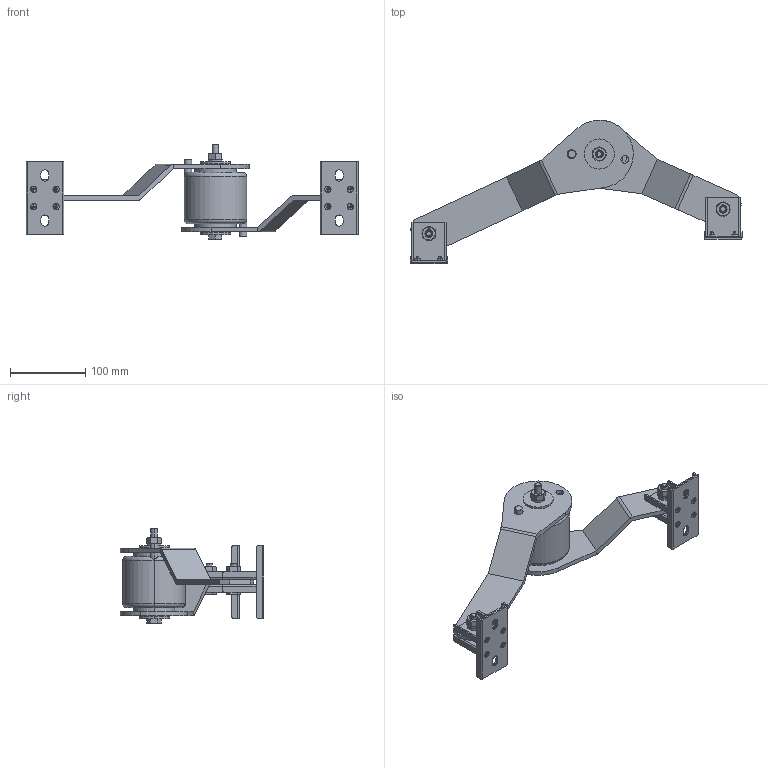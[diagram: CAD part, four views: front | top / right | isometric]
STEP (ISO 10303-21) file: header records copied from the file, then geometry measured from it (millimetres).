
FILE_DESCRIPTION (( 'STEP AP203' ), '1' );
FILE_NAME ('A-440.STEP', '2021-06-28T04:38:12', ( '' ), ( '' ), 'SwSTEP 2.0', 'SolidWorks 2018', '' );
FILE_SCHEMA (( 'CONFIG_CONTROL_DESIGN' ));
Length unit declared in the file: millimetre
Products named in the file (16): 12736-B011; spring lock washer_ver1.01_M10偽偹嵗嬥(SUS); cross-recessed flat head screw_ver1.03_M4x10十字穴付皿小ねじ(SUS); 12736-B012; 12736-B016; 12736-B014_公開用_開; hex head bolt_ver1.06_M10x120六角ボルト(SUS); 12736-B017; 12736-B018; hex head bolt_ver1.06_M10x35六角ボルト(SUS); 12736-B013_公開用; 12736-B015; A-440; hex nut_ver1.06_M10僫僢僩(SUS)1庬; 12736-B003; hex nut_ver1.06_M4僫僢僩(SUS)3庬
Assembly tree (30 placements, depth 3):
  A-440
    12736-B013_公開用
    12736-B011
    12736-B012
    12736-B014_公開用_開
    12736-B015  x2
    12736-B003  x2
      12736-B016
      12736-B017
      cross-recessed flat head screw_ver1.03_M4x10十字穴付皿小ねじ(SUS)
      hex nut_ver1.06_M4僫僢僩(SUS)3庬
    12736-B018  x2
    hex head bolt_ver1.06_M10x120六角ボルト(SUS)
    spring lock washer_ver1.01_M10偽偹嵗嬥(SUS)  x3
    hex nut_ver1.06_M10僫僢僩(SUS)1庬  x3
    hex head bolt_ver1.06_M10x35六角ボルト(SUS)  x2
Bounding box: 441.22 x 190.68 x 127 mm (x, y, z)
Volume: 631310.1 mm3; surface area: 225988.5 mm2
Topology: 39 solids, 39 shells, 1385 faces, 3458 edges, 2224 vertices
Faces by surface type: plane 789, cylinder 254, cone 230, bspline 108, torus 4
Entity records: 16379 total; most frequent: CARTESIAN_POINT 4554, ORIENTED_EDGE 2062, DIRECTION 1891, EDGE_CURVE 1031, VERTEX_POINT 664, AXIS2_PLACEMENT_3D 649, VECTOR 593, LINE 593
